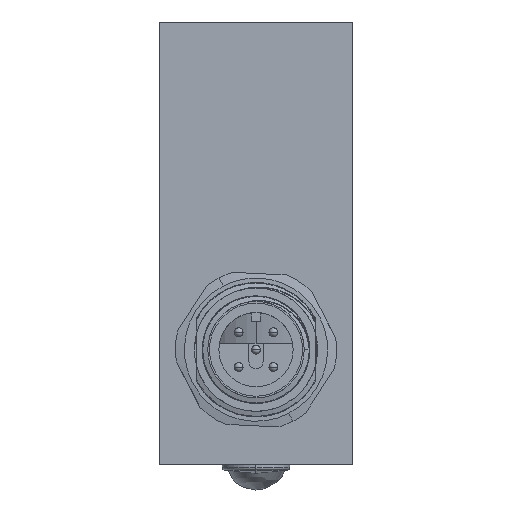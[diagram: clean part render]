
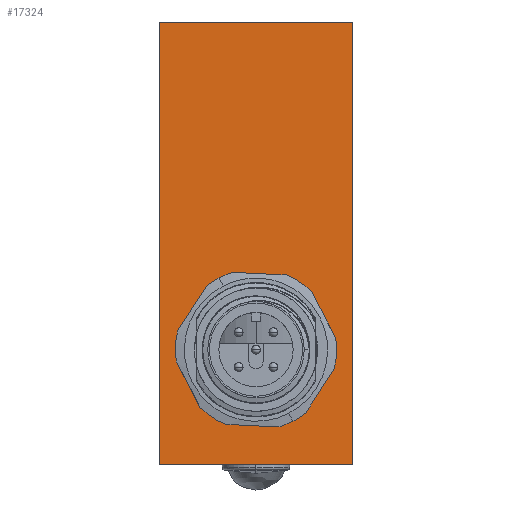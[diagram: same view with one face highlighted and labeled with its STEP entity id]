
A CAD part, left-side view. The second image highlights one B-rep face of the part: STEP entity #17324.
In plain terms, the highlighted planar face has unit normal (-1, 0, 0).
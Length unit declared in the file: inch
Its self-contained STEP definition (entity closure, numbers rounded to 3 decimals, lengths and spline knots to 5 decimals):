
#147 = VECTOR ( 'NONE', #12983, 39.37008 ) ;
#482 = CARTESIAN_POINT ( 'NONE',  ( 0., 0.425, 1.69987 ) ) ;
#575 = LINE ( 'NONE', #3945, #19446 ) ;
#1117 = VERTEX_POINT ( 'NONE', #9355 ) ;
#1170 = DIRECTION ( 'NONE',  ( 0., 0., -1. ) ) ;
#1534 = VERTEX_POINT ( 'NONE', #16054 ) ;
#1688 = VERTEX_POINT ( 'NONE', #12597 ) ;
#1828 = CARTESIAN_POINT ( 'NONE',  ( 0., 0.22212, 0.13439 ) ) ;
#2293 = CARTESIAN_POINT ( 'NONE',  ( 0., 0.425, 1.69987 ) ) ;
#2304 = VERTEX_POINT ( 'NONE', #4858 ) ;
#2848 = FACE_BOUND ( 'NONE', #20494, .T. ) ;
#2889 = EDGE_CURVE ( 'NONE', #20138, #13495, #575, .T. ) ;
#2944 = EDGE_CURVE ( 'NONE', #1688, #2304, #7767, .T. ) ;
#3009 = ORIENTED_EDGE ( 'NONE', *, *, #10705, .T. ) ;
#3542 = EDGE_CURVE ( 'NONE', #1688, #9442, #21179, .T. ) ;
#3706 = ORIENTED_EDGE ( 'NONE', *, *, #2889, .F. ) ;
#3945 = CARTESIAN_POINT ( 'NONE',  ( 0., 0.425, 1.69987 ) ) ;
#4094 = DIRECTION ( 'NONE',  ( 1., 0., 0. ) ) ;
#4154 = FACE_OUTER_BOUND ( 'NONE', #9231, .T. ) ;
#4586 = DIRECTION ( 'NONE',  ( 0., 0., -1. ) ) ;
#4858 = CARTESIAN_POINT ( 'NONE',  ( 0., 0.26302, 0.40626 ) ) ;
#4863 = DIRECTION ( 'NONE',  ( 0., 0., 1. ) ) ;
#4894 = EDGE_CURVE ( 'NONE', #19085, #2304, #19386, .T. ) ;
#4994 = AXIS2_PLACEMENT_3D ( 'NONE', #20777, #6219, #4586 ) ;
#5158 = DIRECTION ( 'NONE',  ( 0., 0., 1. ) ) ;
#5380 = LINE ( 'NONE', #482, #13335 ) ;
#5557 = VERTEX_POINT ( 'NONE', #6931 ) ;
#5898 = DIRECTION ( 'NONE',  ( 0., -1., 0. ) ) ;
#6219 = DIRECTION ( 'NONE',  ( 1., 0., 0. ) ) ;
#6371 = AXIS2_PLACEMENT_3D ( 'NONE', #6598, #13222, #4863 ) ;
#6598 = CARTESIAN_POINT ( 'NONE',  ( 0., 0., 0.25887 ) ) ;
#6648 = DIRECTION ( 'NONE',  ( -1., 0., 0. ) ) ;
#6673 = LINE ( 'NONE', #11669, #147 ) ;
#6737 = DIRECTION ( 'NONE',  ( 0., 0., -1. ) ) ;
#6795 = EDGE_CURVE ( 'NONE', #13495, #16101, #6673, .T. ) ;
#6889 = LINE ( 'NONE', #16549, #18824 ) ;
#6931 = CARTESIAN_POINT ( 'NONE',  ( 0., 0.425, -0.24413 ) ) ;
#6993 = DIRECTION ( 'NONE',  ( 0., 0., -1. ) ) ;
#7009 = AXIS2_PLACEMENT_3D ( 'NONE', #12020, #4094, #10283 ) ;
#7039 = CIRCLE ( 'NONE', #10152, 0.04687 ) ;
#7425 = AXIS2_PLACEMENT_3D ( 'NONE', #8053, #11324, #14674 ) ;
#7647 = ORIENTED_EDGE ( 'NONE', *, *, #6795, .F. ) ;
#7701 = ORIENTED_EDGE ( 'NONE', *, *, #11423, .T. ) ;
#7724 = ORIENTED_EDGE ( 'NONE', *, *, #9509, .F. ) ;
#7767 = CIRCLE ( 'NONE', #7425, 0.04688 ) ;
#8053 = CARTESIAN_POINT ( 'NONE',  ( 0., 0.22212, 0.38334 ) ) ;
#8280 = CARTESIAN_POINT ( 'NONE',  ( 0., 0., 0.25887 ) ) ;
#8521 = ORIENTED_EDGE ( 'NONE', *, *, #4894, .F. ) ;
#9094 = ORIENTED_EDGE ( 'NONE', *, *, #3542, .F. ) ;
#9231 = EDGE_LOOP ( 'NONE', ( #17849, #7647, #3706, #7701 ) ) ;
#9329 = ORIENTED_EDGE ( 'NONE', *, *, #18546, .F. ) ;
#9355 = CARTESIAN_POINT ( 'NONE',  ( 0., -0.268, 0.13262 ) ) ;
#9442 = VERTEX_POINT ( 'NONE', #12901 ) ;
#9509 = EDGE_CURVE ( 'NONE', #10733, #20373, #12256, .T. ) ;
#10152 = AXIS2_PLACEMENT_3D ( 'NONE', #16157, #16042, #1170 ) ;
#10283 = DIRECTION ( 'NONE',  ( 0., 0., -1. ) ) ;
#10489 = CIRCLE ( 'NONE', #7009, 0.04688 ) ;
#10705 = EDGE_CURVE ( 'NONE', #19085, #1534, #10489, .T. ) ;
#10733 = VERTEX_POINT ( 'NONE', #17007 ) ;
#10787 = PLANE ( 'NONE',  #4994 ) ;
#11088 = CARTESIAN_POINT ( 'NONE',  ( 0., 0.269, 0.1227 ) ) ;
#11324 = DIRECTION ( 'NONE',  ( 1., 0., 0. ) ) ;
#11410 = DIRECTION ( 'NONE',  ( 0., -1., 0. ) ) ;
#11423 = EDGE_CURVE ( 'NONE', #20138, #5557, #5380, .T. ) ;
#11669 = CARTESIAN_POINT ( 'NONE',  ( 0., -0.425, 1.69987 ) ) ;
#12020 = CARTESIAN_POINT ( 'NONE',  ( 0., -0.22113, 0.38511 ) ) ;
#12248 = CARTESIAN_POINT ( 'NONE',  ( 0., -0.425, -0.24413 ) ) ;
#12256 = CIRCLE ( 'NONE', #6371, 0.3015 ) ;
#12597 = CARTESIAN_POINT ( 'NONE',  ( 0., 0.269, 0.38334 ) ) ;
#12901 = CARTESIAN_POINT ( 'NONE',  ( 0., 0.269, 0.13439 ) ) ;
#12983 = DIRECTION ( 'NONE',  ( 0., 0., -1. ) ) ;
#13075 = ORIENTED_EDGE ( 'NONE', *, *, #2944, .T. ) ;
#13222 = DIRECTION ( 'NONE',  ( -1., 0., 0. ) ) ;
#13274 = DIRECTION ( 'NONE',  ( 0., 0., 1. ) ) ;
#13335 = VECTOR ( 'NONE', #6993, 39.37008 ) ;
#13495 = VERTEX_POINT ( 'NONE', #19919 ) ;
#14652 = LINE ( 'NONE', #19661, #14692 ) ;
#14674 = DIRECTION ( 'NONE',  ( 0., 0., -1. ) ) ;
#14692 = VECTOR ( 'NONE', #11410, 39.37008 ) ;
#14726 = ORIENTED_EDGE ( 'NONE', *, *, #19417, .T. ) ;
#15211 = CARTESIAN_POINT ( 'NONE',  ( 0., -0.26183, 0.40835 ) ) ;
#15865 = DIRECTION ( 'NONE',  ( 0., 0., -1. ) ) ;
#16042 = DIRECTION ( 'NONE',  ( 1., 0., 0. ) ) ;
#16054 = CARTESIAN_POINT ( 'NONE',  ( 0., -0.268, 0.38511 ) ) ;
#16101 = VERTEX_POINT ( 'NONE', #12248 ) ;
#16157 = CARTESIAN_POINT ( 'NONE',  ( 0., -0.22113, 0.13262 ) ) ;
#16348 = ORIENTED_EDGE ( 'NONE', *, *, #16398, .T. ) ;
#16398 = EDGE_CURVE ( 'NONE', #1117, #20373, #7039, .T. ) ;
#16549 = CARTESIAN_POINT ( 'NONE',  ( 0., -0.268, 0.12074 ) ) ;
#16782 = CIRCLE ( 'NONE', #18163, 0.04688 ) ;
#17007 = CARTESIAN_POINT ( 'NONE',  ( 0., 0.26302, 0.11147 ) ) ;
#17324 = ADVANCED_FACE ( 'NONE', ( #2848, #4154 ), #10787, .F. ) ;
#17849 = ORIENTED_EDGE ( 'NONE', *, *, #19455, .T. ) ;
#17996 = AXIS2_PLACEMENT_3D ( 'NONE', #8280, #6648, #13274 ) ;
#18163 = AXIS2_PLACEMENT_3D ( 'NONE', #1828, #18237, #6737 ) ;
#18237 = DIRECTION ( 'NONE',  ( 1., 0., 0. ) ) ;
#18546 = EDGE_CURVE ( 'NONE', #1117, #1534, #6889, .T. ) ;
#18824 = VECTOR ( 'NONE', #5158, 39.37008 ) ;
#18968 = VECTOR ( 'NONE', #15865, 39.37008 ) ;
#19085 = VERTEX_POINT ( 'NONE', #15211 ) ;
#19386 = CIRCLE ( 'NONE', #17996, 0.3015 ) ;
#19417 = EDGE_CURVE ( 'NONE', #10733, #9442, #16782, .T. ) ;
#19446 = VECTOR ( 'NONE', #5898, 39.37008 ) ;
#19455 = EDGE_CURVE ( 'NONE', #5557, #16101, #14652, .T. ) ;
#19661 = CARTESIAN_POINT ( 'NONE',  ( 0., 0.425, -0.24413 ) ) ;
#19919 = CARTESIAN_POINT ( 'NONE',  ( 0., -0.425, 1.69987 ) ) ;
#19983 = CARTESIAN_POINT ( 'NONE',  ( 0., -0.26183, 0.10938 ) ) ;
#20138 = VERTEX_POINT ( 'NONE', #2293 ) ;
#20373 = VERTEX_POINT ( 'NONE', #19983 ) ;
#20494 = EDGE_LOOP ( 'NONE', ( #9329, #16348, #7724, #14726, #9094, #13075, #8521, #3009 ) ) ;
#20777 = CARTESIAN_POINT ( 'NONE',  ( 0., 0.425, 1.69987 ) ) ;
#21179 = LINE ( 'NONE', #11088, #18968 ) ;
